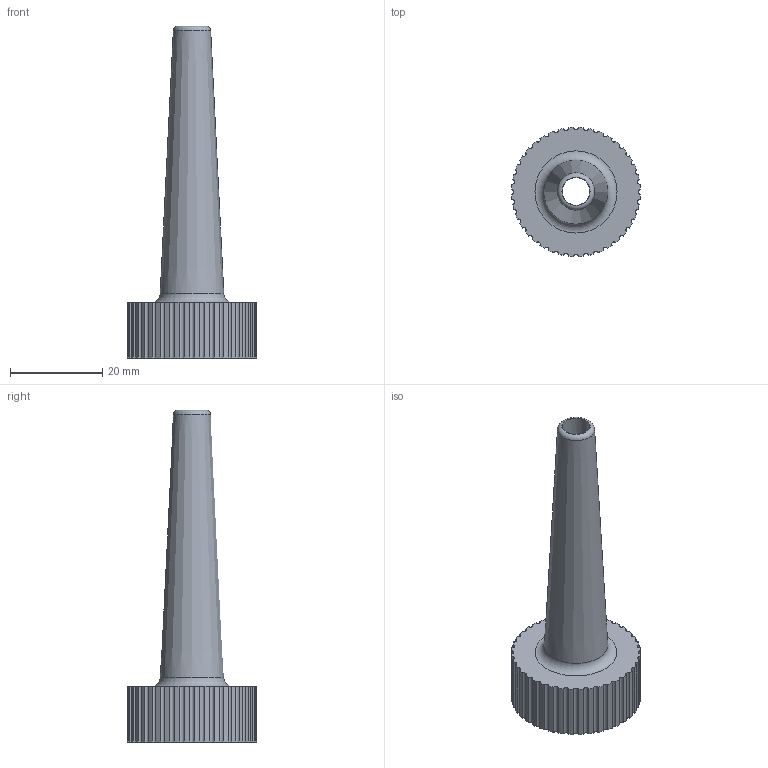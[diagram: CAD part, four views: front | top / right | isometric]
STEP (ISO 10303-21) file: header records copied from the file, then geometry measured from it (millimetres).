
FILE_DESCRIPTION(('FreeCAD Model'),'2;1');
FILE_NAME('Open CASCADE Shape Model','2025-07-12T14:03:20',(''),(''), 'Open CASCADE STEP processor 7.8','FreeCAD','Unknown');
FILE_SCHEMA(('CONFIG_CONTROL_DESIGN','SHAPE_APPEARANCE_LAYER_MIM'));
Length unit declared in the file: millimetre
Products named in the file (1): Body
Bounding box: 27.98 x 27.98 x 72 mm (x, y, z)
Volume: 5294.3 mm3; surface area: 6892.3 mm2
Topology: 1 solids, 1 shells, 102 faces, 285 edges, 186 vertices
Faces by surface type: cylinder 84, bspline 9, plane 4, cone 3, torus 2
Full cylindrical faces by diameter (mm): 12 x1, 21.048 x2
Entity records: 8983 total; most frequent: CARTESIAN_POINT 3126, DIRECTION 1168, ORIENTED_EDGE 570, PCURVE 570, DEFINITIONAL_REPRESENTATION 570, LINE 472, VECTOR 472, CIRCLE 335
